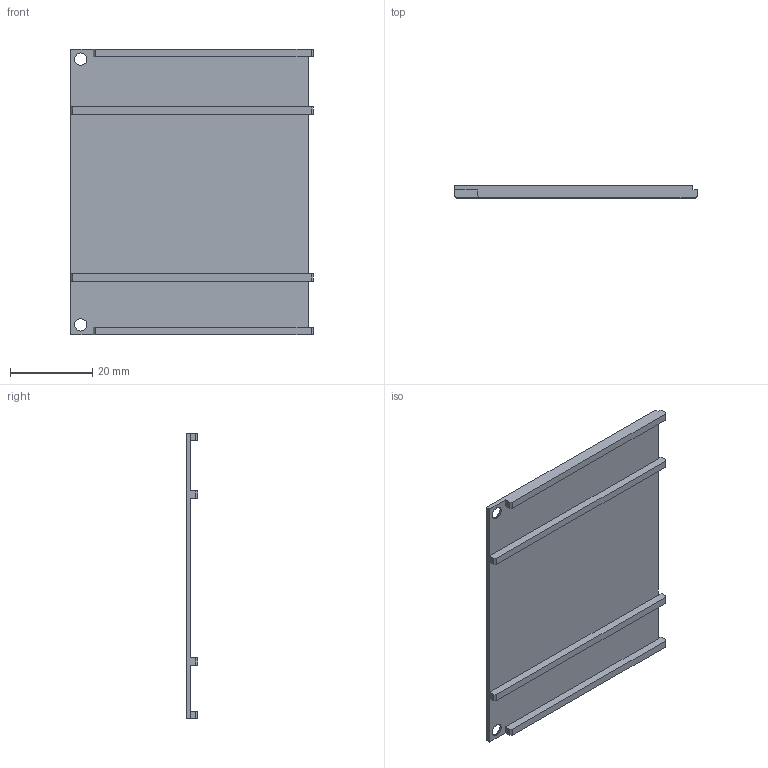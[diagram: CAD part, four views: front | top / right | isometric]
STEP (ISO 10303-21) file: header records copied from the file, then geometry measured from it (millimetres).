
FILE_DESCRIPTION (( 'STEP AP203' ), '1' );
FILE_NAME ('Battery_Cover.STEP', '2014-05-26T18:50:15', ( '' ), ( '' ), 'SwSTEP 2.0', 'SolidWorks 2014', '' );
FILE_SCHEMA (( 'CONFIG_CONTROL_DESIGN' ));
Length unit declared in the file: millimetre
Products named in the file (1): Battery_Cover
Bounding box: 58.8 x 2.9 x 69.3 mm (x, y, z)
Volume: 4751.7 mm3; surface area: 9137.7 mm2
Topology: 1 solids, 1 shells, 44 faces, 116 edges, 74 vertices
Faces by surface type: plane 36, cone 4, cylinder 4
Entity records: 1417 total; most frequent: CARTESIAN_POINT 235, ORIENTED_EDGE 232, DIRECTION 218, EDGE_CURVE 116, VECTOR 104, LINE 104, VERTEX_POINT 74, AXIS2_PLACEMENT_3D 57
